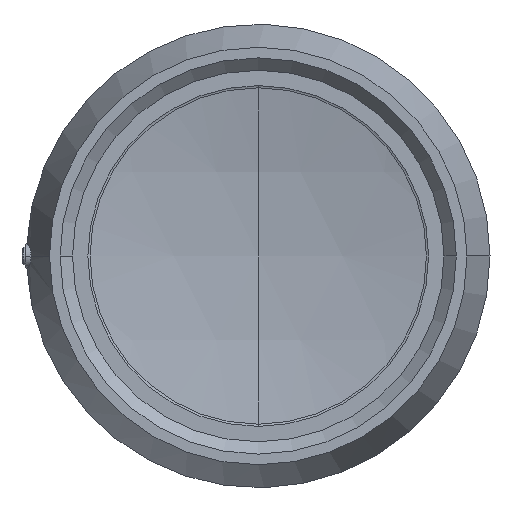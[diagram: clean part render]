
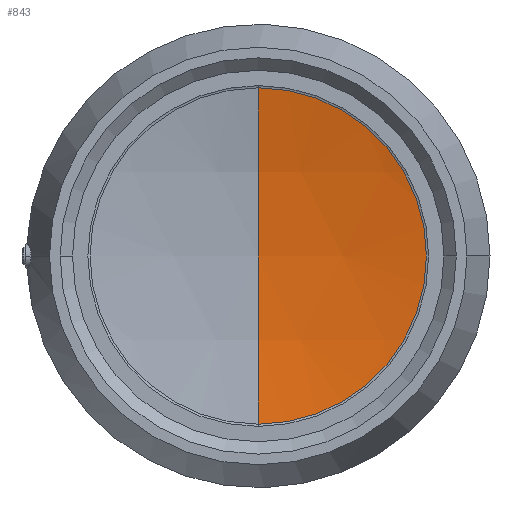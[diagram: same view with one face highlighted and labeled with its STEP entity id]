
A CAD part, left-side view. The second image highlights one B-rep face of the part: STEP entity #843.
In plain terms, the highlighted spherical face has radius 593.664 mm.
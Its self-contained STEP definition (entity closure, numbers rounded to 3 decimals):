
#481 = VERTEX_POINT( '', #1135 );
#483 = EDGE_CURVE( '', #481, #507, #1137, .T. );
#507 = VERTEX_POINT( '', #1164 );
#649 = EDGE_CURVE( '', #481, #507, #1327, .T. );
#843 = ADVANCED_FACE( '', ( #1541 ), #1542, .F. );
#1135 = CARTESIAN_POINT( '', ( 125.157, 0., -113.203 ) );
#1137 = CIRCLE( '', #2051, 593.664 );
#1164 = CARTESIAN_POINT( '', ( 125.157, 0., 113.203 ) );
#1327 = CIRCLE( '', #2434, 113.203 );
#1541 = FACE_OUTER_BOUND( '', #2775, .T. );
#1542 = SPHERICAL_SURFACE( '', #2776, 593.664 );
#2051 = AXIS2_PLACEMENT_3D( '', #3184, #3185, #3186 );
#2434 = AXIS2_PLACEMENT_3D( '', #3429, #3430, #3431 );
#2775 = EDGE_LOOP( '', ( #3674, #3675 ) );
#2776 = AXIS2_PLACEMENT_3D( '', #3676, #3677, #3678 );
#3184 = CARTESIAN_POINT( '', ( -457.614, 0., 0. ) );
#3185 = DIRECTION( '', ( 0., -1., 0. ) );
#3186 = DIRECTION( '', ( 0., 0., -1. ) );
#3429 = CARTESIAN_POINT( '', ( 125.157, 0., 0. ) );
#3430 = DIRECTION( '', ( -1., 0., 0. ) );
#3431 = DIRECTION( '', ( 0., 1., 0. ) );
#3674 = ORIENTED_EDGE( '', *, *, #483, .F. );
#3675 = ORIENTED_EDGE( '', *, *, #649, .T. );
#3676 = CARTESIAN_POINT( '', ( -457.614, 0., 0. ) );
#3677 = DIRECTION( '', ( 0., 0., 1. ) );
#3678 = DIRECTION( '', ( 1., 0., 0. ) );
